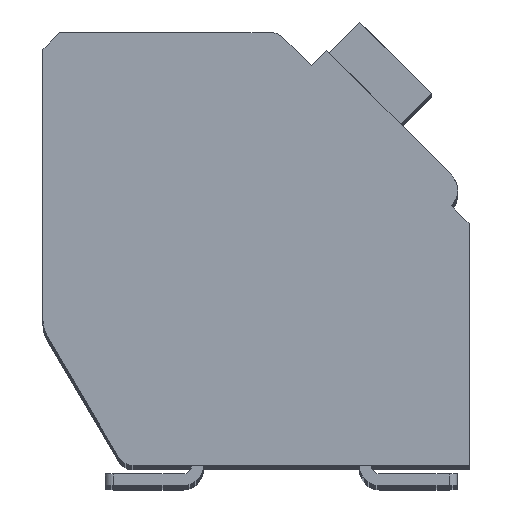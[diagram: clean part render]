
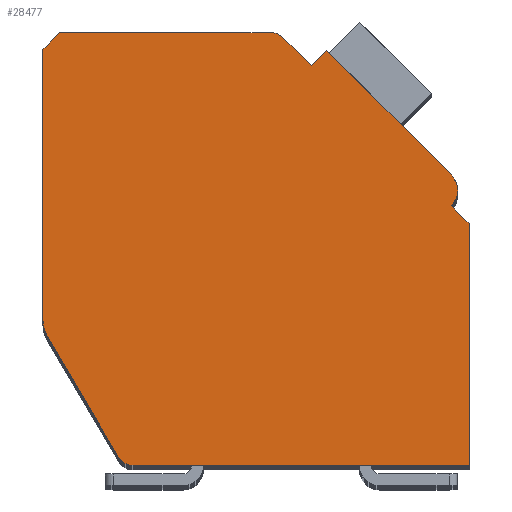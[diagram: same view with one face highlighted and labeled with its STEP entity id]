
A CAD part, top view. The second image highlights one B-rep face of the part: STEP entity #28477.
In plain terms, the highlighted planar face has unit normal (0, 0, 1).
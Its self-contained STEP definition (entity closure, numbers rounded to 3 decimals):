
#565=DIRECTION('',(0.,-1.,0.));
#566=VECTOR('',#565,8.053);
#567=CARTESIAN_POINT('',(-12.7,12.4,2.1));
#568=LINE('',#567,#566);
#569=DIRECTION('',(-0.707,-0.707,0.));
#570=VECTOR('',#569,0.707);
#571=CARTESIAN_POINT('',(-12.2,12.9,2.1));
#572=LINE('',#571,#570);
#573=DIRECTION('',(-1.,0.,0.));
#574=VECTOR('',#573,6.298);
#575=CARTESIAN_POINT('',(-5.902,12.9,2.1));
#576=LINE('',#575,#574);
#577=CARTESIAN_POINT('',(-5.902,12.4,2.1));
#578=DIRECTION('',(0.,0.,1.));
#579=DIRECTION('',(0.707,0.707,0.));
#580=AXIS2_PLACEMENT_3D('',#577,#578,#579);
#582=DIRECTION('',(-0.707,0.707,0.));
#583=VECTOR('',#582,1.197);
#584=CARTESIAN_POINT('',(-4.702,11.907,2.1));
#585=LINE('',#584,#583);
#586=DIRECTION('',(-0.707,-0.707,0.));
#587=VECTOR('',#586,0.65);
#588=CARTESIAN_POINT('',(-4.243,12.367,2.1));
#589=LINE('',#588,#587);
#590=DIRECTION('',(-0.707,0.707,0.));
#591=VECTOR('',#590,5.25);
#592=CARTESIAN_POINT('',(-0.53,8.655,2.1));
#593=LINE('',#592,#591);
#594=CARTESIAN_POINT('',(-0.99,8.195,2.1));
#595=DIRECTION('',(0.,0.,1.));
#596=DIRECTION('',(0.707,-0.707,0.));
#597=AXIS2_PLACEMENT_3D('',#594,#595,#596);
#599=DIRECTION('',(-0.707,0.707,0.));
#600=VECTOR('',#599,0.75);
#601=CARTESIAN_POINT('',(0.,7.205,2.1));
#602=LINE('',#601,#600);
#603=DIRECTION('',(0.,1.,0.));
#604=VECTOR('',#603,7.205);
#605=CARTESIAN_POINT('',(0.,0.,2.1));
#606=LINE('',#605,#604);
#607=DIRECTION('',(1.,0.,0.));
#608=VECTOR('',#607,10.014);
#609=CARTESIAN_POINT('',(-10.014,0.,2.1));
#610=LINE('',#609,#608);
#611=CARTESIAN_POINT('',(-10.014,0.5,2.1));
#612=DIRECTION('',(0.,0.,1.));
#613=DIRECTION('',(-0.862,-0.508,0.));
#614=AXIS2_PLACEMENT_3D('',#611,#612,#613);
#616=DIRECTION('',(0.508,-0.862,0.));
#617=VECTOR('',#616,4.17);
#618=CARTESIAN_POINT('',(-12.562,3.839,2.1));
#619=LINE('',#618,#617);
#620=CARTESIAN_POINT('',(-11.7,4.347,2.1));
#621=DIRECTION('',(0.,0.,1.));
#622=DIRECTION('',(-1.,0.,0.));
#623=AXIS2_PLACEMENT_3D('',#620,#621,#622);
#21447=CARTESIAN_POINT('',(-12.7,12.4,2.1));
#21448=CARTESIAN_POINT('',(-12.7,4.347,2.1));
#21449=VERTEX_POINT('',#21447);
#21450=VERTEX_POINT('',#21448);
#21451=CARTESIAN_POINT('',(-12.562,3.839,2.1));
#21452=VERTEX_POINT('',#21451);
#21453=CARTESIAN_POINT('',(-10.445,0.246,2.1));
#21454=VERTEX_POINT('',#21453);
#21455=CARTESIAN_POINT('',(-10.014,0.,2.1));
#21456=VERTEX_POINT('',#21455);
#21457=CARTESIAN_POINT('',(0.,0.,2.1));
#21458=VERTEX_POINT('',#21457);
#21459=CARTESIAN_POINT('',(0.,7.205,2.1));
#21460=VERTEX_POINT('',#21459);
#21461=CARTESIAN_POINT('',(-0.53,7.735,2.1));
#21462=VERTEX_POINT('',#21461);
#21463=CARTESIAN_POINT('',(-0.53,8.655,2.1));
#21464=VERTEX_POINT('',#21463);
#21465=CARTESIAN_POINT('',(-4.243,12.367,2.1));
#21466=VERTEX_POINT('',#21465);
#21467=CARTESIAN_POINT('',(-4.702,11.907,2.1));
#21468=VERTEX_POINT('',#21467);
#21469=CARTESIAN_POINT('',(-5.548,12.754,2.1));
#21470=VERTEX_POINT('',#21469);
#21471=CARTESIAN_POINT('',(-5.902,12.9,2.1));
#21472=VERTEX_POINT('',#21471);
#21473=CARTESIAN_POINT('',(-12.2,12.9,2.1));
#21474=VERTEX_POINT('',#21473);
#28444=CARTESIAN_POINT('',(0.,0.,2.1));
#28445=DIRECTION('',(0.,0.,1.));
#28446=DIRECTION('',(1.,0.,0.));
#28447=AXIS2_PLACEMENT_3D('',#28444,#28445,#28446);
#28448=PLANE('',#28447);
#28449=ORIENTED_EDGE('',*,*,#27901,.F.);
#28451=ORIENTED_EDGE('',*,*,#28450,.F.);
#28453=ORIENTED_EDGE('',*,*,#28452,.F.);
#28455=ORIENTED_EDGE('',*,*,#28454,.F.);
#28457=ORIENTED_EDGE('',*,*,#28456,.F.);
#28459=ORIENTED_EDGE('',*,*,#28458,.F.);
#28461=ORIENTED_EDGE('',*,*,#28460,.F.);
#28463=ORIENTED_EDGE('',*,*,#28462,.F.);
#28465=ORIENTED_EDGE('',*,*,#28464,.F.);
#28467=ORIENTED_EDGE('',*,*,#28466,.F.);
#28469=ORIENTED_EDGE('',*,*,#28468,.F.);
#28471=ORIENTED_EDGE('',*,*,#28470,.F.);
#28473=ORIENTED_EDGE('',*,*,#28472,.F.);
#28474=ORIENTED_EDGE('',*,*,#28107,.F.);
#28475=EDGE_LOOP('',(#28449,#28451,#28453,#28455,#28457,#28459,#28461,#28463,
#28465,#28467,#28469,#28471,#28473,#28474));
#28476=FACE_OUTER_BOUND('',#28475,.F.);
#581=CIRCLE('',#580,0.5);
#598=CIRCLE('',#597,0.65);
#615=CIRCLE('',#614,0.5);
#624=CIRCLE('',#623,1.);
#27901=EDGE_CURVE('',#21449,#21450,#568,.T.);
#28107=EDGE_CURVE('',#21450,#21452,#624,.T.);
#28450=EDGE_CURVE('',#21474,#21449,#572,.T.);
#28452=EDGE_CURVE('',#21472,#21474,#576,.T.);
#28454=EDGE_CURVE('',#21470,#21472,#581,.T.);
#28456=EDGE_CURVE('',#21468,#21470,#585,.T.);
#28458=EDGE_CURVE('',#21466,#21468,#589,.T.);
#28460=EDGE_CURVE('',#21464,#21466,#593,.T.);
#28462=EDGE_CURVE('',#21462,#21464,#598,.T.);
#28464=EDGE_CURVE('',#21460,#21462,#602,.T.);
#28466=EDGE_CURVE('',#21458,#21460,#606,.T.);
#28468=EDGE_CURVE('',#21456,#21458,#610,.T.);
#28470=EDGE_CURVE('',#21454,#21456,#615,.T.);
#28472=EDGE_CURVE('',#21452,#21454,#619,.T.);
#28477=ADVANCED_FACE('',(#28476),#28448,.T.);
